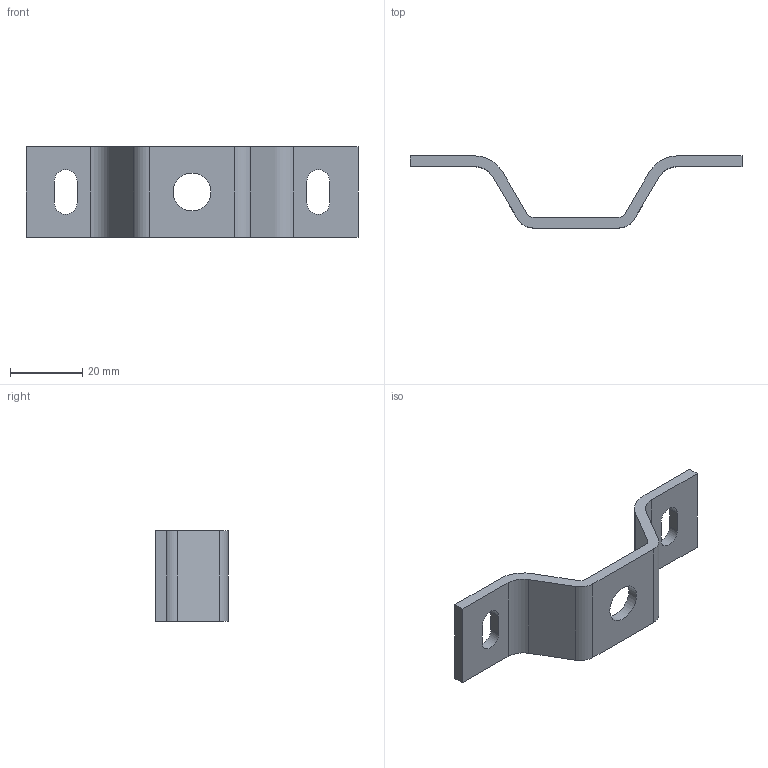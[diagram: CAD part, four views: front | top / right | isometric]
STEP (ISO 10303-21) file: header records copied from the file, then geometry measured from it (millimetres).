
FILE_DESCRIPTION((''),'2;1');
FILE_NAME('3534.stp','2011-03-15T16:48:27',('Didierr'),(''),'Autodesk Inventor 2011','Autodesk Inventor 2011','');
FILE_SCHEMA(('AUTOMOTIVE_DESIGN { 1 0 10303 214 1 1 1 1 }'));
Length unit declared in the file: millimetre
Products named in the file (1): 3534
Bounding box: 92 x 20 x 25 mm (x, y, z)
Volume: 7511.9 mm3; surface area: 6102.5 mm2
Topology: 1 solids, 1 shells, 31 faces, 87 edges, 58 vertices
Faces by surface type: plane 18, cylinder 13
Full cylindrical faces by diameter (mm): 10.5 x1
Entity records: 1040 total; most frequent: CARTESIAN_POINT 176, DIRECTION 176, ORIENTED_EDGE 172, EDGE_CURVE 86, VECTOR 60, LINE 60, AXIS2_PLACEMENT_3D 58, VERTEX_POINT 58
